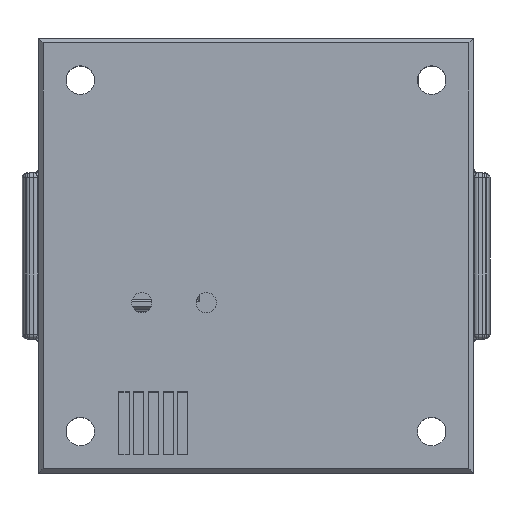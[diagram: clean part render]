
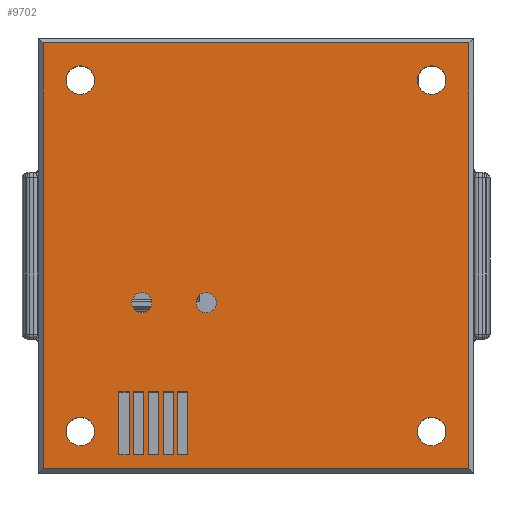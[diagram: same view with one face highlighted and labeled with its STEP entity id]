
A CAD part, top view. The second image highlights one B-rep face of the part: STEP entity #9702.
In plain terms, the highlighted planar face has unit normal (0, 0, 1).
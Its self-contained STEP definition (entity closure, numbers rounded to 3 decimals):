
#38=FACE_BOUND('',#1501,.T.);
#39=FACE_BOUND('',#1502,.T.);
#40=FACE_BOUND('',#1503,.T.);
#41=FACE_BOUND('',#1504,.T.);
#42=FACE_BOUND('',#1505,.T.);
#43=FACE_BOUND('',#1506,.T.);
#44=FACE_BOUND('',#1507,.T.);
#45=FACE_BOUND('',#1508,.T.);
#46=FACE_BOUND('',#1509,.T.);
#47=FACE_BOUND('',#1510,.T.);
#48=FACE_BOUND('',#1511,.T.);
#308=PLANE('',#10389);
#941=FACE_OUTER_BOUND('',#1500,.T.);
#1500=EDGE_LOOP('',(#8082,#8083,#8084,#8085));
#1501=EDGE_LOOP('',(#8086));
#1502=EDGE_LOOP('',(#8087,#8088,#8089,#8090));
#1503=EDGE_LOOP('',(#8091,#8092,#8093,#8094));
#1504=EDGE_LOOP('',(#8095));
#1505=EDGE_LOOP('',(#8096,#8097,#8098,#8099));
#1506=EDGE_LOOP('',(#8100,#8101,#8102,#8103));
#1507=EDGE_LOOP('',(#8104,#8105,#8106,#8107));
#1508=EDGE_LOOP('',(#8108));
#1509=EDGE_LOOP('',(#8109));
#1510=EDGE_LOOP('',(#8110));
#1511=EDGE_LOOP('',(#8111));
#1817=CIRCLE('',#10390,1.1);
#1818=CIRCLE('',#10391,1.1);
#1819=CIRCLE('',#10392,1.55);
#1820=CIRCLE('',#10393,1.55);
#1821=CIRCLE('',#10394,1.55);
#1822=CIRCLE('',#10395,1.55);
#2534=LINE('',#15818,#3627);
#2538=LINE('',#15826,#3631);
#2541=LINE('',#15832,#3634);
#2545=LINE('',#15838,#3638);
#2568=LINE('',#15890,#3661);
#2569=LINE('',#15892,#3662);
#2570=LINE('',#15894,#3663);
#2571=LINE('',#15895,#3664);
#2572=LINE('',#15898,#3665);
#2573=LINE('',#15900,#3666);
#2574=LINE('',#15902,#3667);
#2575=LINE('',#15903,#3668);
#2576=LINE('',#15908,#3669);
#2577=LINE('',#15910,#3670);
#2578=LINE('',#15912,#3671);
#2579=LINE('',#15913,#3672);
#2580=LINE('',#15916,#3673);
#2581=LINE('',#15918,#3674);
#2582=LINE('',#15920,#3675);
#2583=LINE('',#15921,#3676);
#2584=LINE('',#15924,#3677);
#2585=LINE('',#15926,#3678);
#2586=LINE('',#15928,#3679);
#2587=LINE('',#15929,#3680);
#3627=VECTOR('',#12280,10.);
#3631=VECTOR('',#12286,10.);
#3634=VECTOR('',#12291,10.);
#3638=VECTOR('',#12297,10.);
#3661=VECTOR('',#12330,10.);
#3662=VECTOR('',#12331,10.);
#3663=VECTOR('',#12332,10.);
#3664=VECTOR('',#12333,10.);
#3665=VECTOR('',#12334,10.);
#3666=VECTOR('',#12335,10.);
#3667=VECTOR('',#12336,10.);
#3668=VECTOR('',#12337,10.);
#3669=VECTOR('',#12340,10.);
#3670=VECTOR('',#12341,10.);
#3671=VECTOR('',#12342,10.);
#3672=VECTOR('',#12343,10.);
#3673=VECTOR('',#12344,10.);
#3674=VECTOR('',#12345,10.);
#3675=VECTOR('',#12346,10.);
#3676=VECTOR('',#12347,10.);
#3677=VECTOR('',#12348,10.);
#3678=VECTOR('',#12349,10.);
#3679=VECTOR('',#12350,10.);
#3680=VECTOR('',#12351,10.);
#4576=VERTEX_POINT('',#15816);
#4577=VERTEX_POINT('',#15817);
#4580=VERTEX_POINT('',#15825);
#4582=VERTEX_POINT('',#15831);
#4605=VERTEX_POINT('',#15886);
#4606=VERTEX_POINT('',#15888);
#4607=VERTEX_POINT('',#15889);
#4608=VERTEX_POINT('',#15891);
#4609=VERTEX_POINT('',#15893);
#4610=VERTEX_POINT('',#15896);
#4611=VERTEX_POINT('',#15897);
#4612=VERTEX_POINT('',#15899);
#4613=VERTEX_POINT('',#15901);
#4614=VERTEX_POINT('',#15904);
#4615=VERTEX_POINT('',#15906);
#4616=VERTEX_POINT('',#15907);
#4617=VERTEX_POINT('',#15909);
#4618=VERTEX_POINT('',#15911);
#4619=VERTEX_POINT('',#15914);
#4620=VERTEX_POINT('',#15915);
#4621=VERTEX_POINT('',#15917);
#4622=VERTEX_POINT('',#15919);
#4623=VERTEX_POINT('',#15922);
#4624=VERTEX_POINT('',#15923);
#4625=VERTEX_POINT('',#15925);
#4626=VERTEX_POINT('',#15927);
#4627=VERTEX_POINT('',#15930);
#4628=VERTEX_POINT('',#15932);
#4629=VERTEX_POINT('',#15934);
#4630=VERTEX_POINT('',#15936);
#5784=EDGE_CURVE('',#4576,#4577,#2534,.T.);
#5788=EDGE_CURVE('',#4577,#4580,#2538,.T.);
#5791=EDGE_CURVE('',#4580,#4582,#2541,.T.);
#5795=EDGE_CURVE('',#4582,#4576,#2545,.T.);
#5819=EDGE_CURVE('',#4605,#4605,#1817,.T.);
#5820=EDGE_CURVE('',#4606,#4607,#2568,.T.);
#5821=EDGE_CURVE('',#4607,#4608,#2569,.T.);
#5822=EDGE_CURVE('',#4608,#4609,#2570,.T.);
#5823=EDGE_CURVE('',#4609,#4606,#2571,.T.);
#5824=EDGE_CURVE('',#4610,#4611,#2572,.T.);
#5825=EDGE_CURVE('',#4611,#4612,#2573,.T.);
#5826=EDGE_CURVE('',#4612,#4613,#2574,.T.);
#5827=EDGE_CURVE('',#4613,#4610,#2575,.T.);
#5828=EDGE_CURVE('',#4614,#4614,#1818,.T.);
#5829=EDGE_CURVE('',#4615,#4616,#2576,.T.);
#5830=EDGE_CURVE('',#4616,#4617,#2577,.T.);
#5831=EDGE_CURVE('',#4617,#4618,#2578,.T.);
#5832=EDGE_CURVE('',#4618,#4615,#2579,.T.);
#5833=EDGE_CURVE('',#4619,#4620,#2580,.T.);
#5834=EDGE_CURVE('',#4620,#4621,#2581,.T.);
#5835=EDGE_CURVE('',#4621,#4622,#2582,.T.);
#5836=EDGE_CURVE('',#4622,#4619,#2583,.T.);
#5837=EDGE_CURVE('',#4623,#4624,#2584,.T.);
#5838=EDGE_CURVE('',#4624,#4625,#2585,.T.);
#5839=EDGE_CURVE('',#4625,#4626,#2586,.T.);
#5840=EDGE_CURVE('',#4626,#4623,#2587,.T.);
#5841=EDGE_CURVE('',#4627,#4627,#1819,.T.);
#5842=EDGE_CURVE('',#4628,#4628,#1820,.T.);
#5843=EDGE_CURVE('',#4629,#4629,#1821,.T.);
#5844=EDGE_CURVE('',#4630,#4630,#1822,.T.);
#8082=ORIENTED_EDGE('',*,*,#5784,.F.);
#8083=ORIENTED_EDGE('',*,*,#5795,.F.);
#8084=ORIENTED_EDGE('',*,*,#5791,.F.);
#8085=ORIENTED_EDGE('',*,*,#5788,.F.);
#8086=ORIENTED_EDGE('',*,*,#5819,.T.);
#8087=ORIENTED_EDGE('',*,*,#5820,.T.);
#8088=ORIENTED_EDGE('',*,*,#5821,.T.);
#8089=ORIENTED_EDGE('',*,*,#5822,.T.);
#8090=ORIENTED_EDGE('',*,*,#5823,.T.);
#8091=ORIENTED_EDGE('',*,*,#5824,.T.);
#8092=ORIENTED_EDGE('',*,*,#5825,.T.);
#8093=ORIENTED_EDGE('',*,*,#5826,.T.);
#8094=ORIENTED_EDGE('',*,*,#5827,.T.);
#8095=ORIENTED_EDGE('',*,*,#5828,.T.);
#8096=ORIENTED_EDGE('',*,*,#5829,.T.);
#8097=ORIENTED_EDGE('',*,*,#5830,.T.);
#8098=ORIENTED_EDGE('',*,*,#5831,.T.);
#8099=ORIENTED_EDGE('',*,*,#5832,.T.);
#8100=ORIENTED_EDGE('',*,*,#5833,.T.);
#8101=ORIENTED_EDGE('',*,*,#5834,.T.);
#8102=ORIENTED_EDGE('',*,*,#5835,.T.);
#8103=ORIENTED_EDGE('',*,*,#5836,.T.);
#8104=ORIENTED_EDGE('',*,*,#5837,.T.);
#8105=ORIENTED_EDGE('',*,*,#5838,.T.);
#8106=ORIENTED_EDGE('',*,*,#5839,.T.);
#8107=ORIENTED_EDGE('',*,*,#5840,.T.);
#8108=ORIENTED_EDGE('',*,*,#5841,.T.);
#8109=ORIENTED_EDGE('',*,*,#5842,.T.);
#8110=ORIENTED_EDGE('',*,*,#5843,.T.);
#8111=ORIENTED_EDGE('',*,*,#5844,.T.);
#9702=ADVANCED_FACE('',(#941,#38,#39,#40,#41,#42,#43,#44,#45,#46,#47,#48),
#308,.T.);
#10389=AXIS2_PLACEMENT_3D('',#15885,#12326,#12327);
#10390=AXIS2_PLACEMENT_3D('',#15887,#12328,#12329);
#10391=AXIS2_PLACEMENT_3D('',#15905,#12338,#12339);
#10392=AXIS2_PLACEMENT_3D('',#15931,#12352,#12353);
#10393=AXIS2_PLACEMENT_3D('',#15933,#12354,#12355);
#10394=AXIS2_PLACEMENT_3D('',#15935,#12356,#12357);
#10395=AXIS2_PLACEMENT_3D('',#15937,#12358,#12359);
#12280=DIRECTION('',(1.,0.,0.));
#12286=DIRECTION('',(0.,-1.,0.));
#12291=DIRECTION('',(-1.,0.,0.));
#12297=DIRECTION('',(0.,1.,0.));
#12326=DIRECTION('center_axis',(0.,0.,1.));
#12327=DIRECTION('ref_axis',(1.,0.,0.));
#12328=DIRECTION('center_axis',(0.,0.,-1.));
#12329=DIRECTION('ref_axis',(-1.,0.,0.));
#12330=DIRECTION('',(1.,0.,0.));
#12331=DIRECTION('',(0.,-1.,0.));
#12332=DIRECTION('',(-1.,0.,0.));
#12333=DIRECTION('',(0.,1.,0.));
#12334=DIRECTION('',(1.,0.,0.));
#12335=DIRECTION('',(0.,-1.,0.));
#12336=DIRECTION('',(-1.,0.,0.));
#12337=DIRECTION('',(0.,1.,0.));
#12338=DIRECTION('center_axis',(0.,0.,-1.));
#12339=DIRECTION('ref_axis',(-1.,0.,0.));
#12340=DIRECTION('',(1.,0.,0.));
#12341=DIRECTION('',(0.,-1.,0.));
#12342=DIRECTION('',(-1.,0.,0.));
#12343=DIRECTION('',(0.,1.,0.));
#12344=DIRECTION('',(1.,0.,0.));
#12345=DIRECTION('',(0.,-1.,0.));
#12346=DIRECTION('',(-1.,0.,0.));
#12347=DIRECTION('',(0.,1.,0.));
#12348=DIRECTION('',(0.,1.,0.));
#12349=DIRECTION('',(1.,0.,0.));
#12350=DIRECTION('',(0.,-1.,0.));
#12351=DIRECTION('',(-1.,0.,0.));
#12352=DIRECTION('center_axis',(0.,0.,-1.));
#12353=DIRECTION('ref_axis',(-1.,0.,0.));
#12354=DIRECTION('center_axis',(0.,0.,-1.));
#12355=DIRECTION('ref_axis',(-1.,0.,0.));
#12356=DIRECTION('center_axis',(0.,0.,-1.));
#12357=DIRECTION('ref_axis',(-1.,0.,0.));
#12358=DIRECTION('center_axis',(0.,0.,-1.));
#12359=DIRECTION('ref_axis',(-1.,0.,0.));
#15816=CARTESIAN_POINT('',(-1.5,44.68,8.57));
#15817=CARTESIAN_POINT('',(44.68,44.68,8.57));
#15818=CARTESIAN_POINT('',(33.385,44.68,8.57));
#15825=CARTESIAN_POINT('',(44.68,-1.5,8.57));
#15826=CARTESIAN_POINT('',(44.68,9.795,8.57));
#15831=CARTESIAN_POINT('',(-1.5,-1.5,8.57));
#15832=CARTESIAN_POINT('',(9.795,-1.5,8.57));
#15838=CARTESIAN_POINT('',(-1.5,33.385,8.57));
#15885=CARTESIAN_POINT('Origin',(21.59,21.59,8.57));
#15886=CARTESIAN_POINT('',(10.308,16.51,8.57));
#15887=CARTESIAN_POINT('Origin',(9.208,16.51,8.57));
#15888=CARTESIAN_POINT('',(9.924,6.839,8.57));
#15889=CARTESIAN_POINT('',(11.012,6.839,8.57));
#15890=CARTESIAN_POINT('',(16.301,6.839,8.57));
#15891=CARTESIAN_POINT('',(11.012,0.,8.57));
#15892=CARTESIAN_POINT('',(11.012,10.795,8.57));
#15893=CARTESIAN_POINT('',(9.924,0.,8.57));
#15894=CARTESIAN_POINT('',(15.757,0.,8.57));
#15895=CARTESIAN_POINT('',(9.924,14.215,8.57));
#15896=CARTESIAN_POINT('',(13.099,6.839,8.57));
#15897=CARTESIAN_POINT('',(14.187,6.839,8.57));
#15898=CARTESIAN_POINT('',(17.888,6.839,8.57));
#15899=CARTESIAN_POINT('',(14.187,0.,8.57));
#15900=CARTESIAN_POINT('',(14.187,10.795,8.57));
#15901=CARTESIAN_POINT('',(13.099,0.,8.57));
#15902=CARTESIAN_POINT('',(17.345,0.,8.57));
#15903=CARTESIAN_POINT('',(13.099,14.215,8.57));
#15904=CARTESIAN_POINT('',(17.293,16.51,8.57));
#15905=CARTESIAN_POINT('Origin',(16.193,16.51,8.57));
#15906=CARTESIAN_POINT('',(11.512,6.839,8.57));
#15907=CARTESIAN_POINT('',(12.599,6.839,8.57));
#15908=CARTESIAN_POINT('',(17.095,6.839,8.57));
#15909=CARTESIAN_POINT('',(12.599,0.,8.57));
#15910=CARTESIAN_POINT('',(12.599,10.795,8.57));
#15911=CARTESIAN_POINT('',(11.512,0.,8.57));
#15912=CARTESIAN_POINT('',(16.551,0.,8.57));
#15913=CARTESIAN_POINT('',(11.512,14.215,8.57));
#15914=CARTESIAN_POINT('',(8.337,6.839,8.57));
#15915=CARTESIAN_POINT('',(9.424,6.839,8.57));
#15916=CARTESIAN_POINT('',(15.507,6.839,8.57));
#15917=CARTESIAN_POINT('',(9.424,0.,8.57));
#15918=CARTESIAN_POINT('',(9.424,10.795,8.57));
#15919=CARTESIAN_POINT('',(8.337,0.,8.57));
#15920=CARTESIAN_POINT('',(14.963,0.,8.57));
#15921=CARTESIAN_POINT('',(8.337,14.215,8.57));
#15922=CARTESIAN_POINT('',(6.72,0.,8.57));
#15923=CARTESIAN_POINT('',(6.72,6.839,8.57));
#15924=CARTESIAN_POINT('',(6.72,14.215,8.57));
#15925=CARTESIAN_POINT('',(7.837,6.839,8.57));
#15926=CARTESIAN_POINT('',(14.713,6.839,8.57));
#15927=CARTESIAN_POINT('',(7.837,0.,8.57));
#15928=CARTESIAN_POINT('',(7.837,10.795,8.57));
#15929=CARTESIAN_POINT('',(14.155,0.,8.57));
#15930=CARTESIAN_POINT('',(42.19,40.64,8.57));
#15931=CARTESIAN_POINT('Origin',(40.64,40.64,8.57));
#15932=CARTESIAN_POINT('',(4.09,2.54,8.57));
#15933=CARTESIAN_POINT('Origin',(2.54,2.54,8.57));
#15934=CARTESIAN_POINT('',(42.19,2.54,8.57));
#15935=CARTESIAN_POINT('Origin',(40.64,2.54,8.57));
#15936=CARTESIAN_POINT('',(4.09,40.64,8.57));
#15937=CARTESIAN_POINT('Origin',(2.54,40.64,8.57));
